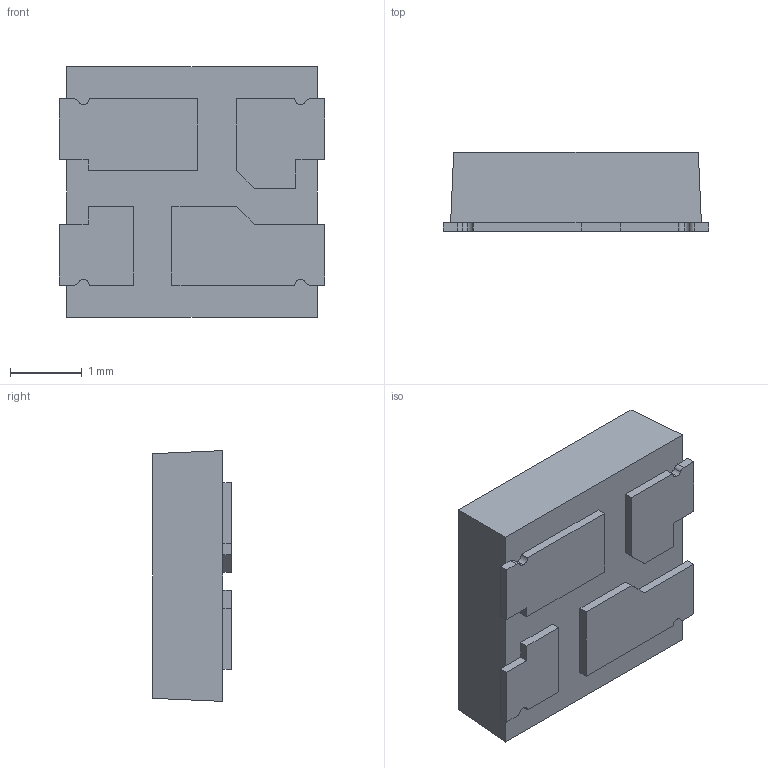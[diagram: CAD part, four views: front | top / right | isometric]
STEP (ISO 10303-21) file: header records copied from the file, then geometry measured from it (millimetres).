
FILE_DESCRIPTION (( 'STEP AP214' ), '1' );
FILE_NAME ('SK6812MINI.STEP', '2023-01-18T22:52:51', ( '' ), ( '' ), 'SwSTEP 2.0', 'SolidWorks 2021', '' );
FILE_SCHEMA (( 'AUTOMOTIVE_DESIGN' ));
Length unit declared in the file: millimetre
Products named in the file (1): SK6812MINI
Bounding box: 3.7 x 1.1 x 3.5 mm (x, y, z)
Volume: 7.5 mm3; surface area: 58.6 mm2
Topology: 5 solids, 5 shells, 56 faces, 135 edges, 90 vertices
Faces by surface type: plane 44, cylinder 10, cone 2
Entity records: 1792 total; most frequent: CARTESIAN_POINT 282, DIRECTION 273, ORIENTED_EDGE 270, EDGE_CURVE 135, LINE 111, VECTOR 111, VERTEX_POINT 90, AXIS2_PLACEMENT_3D 81
